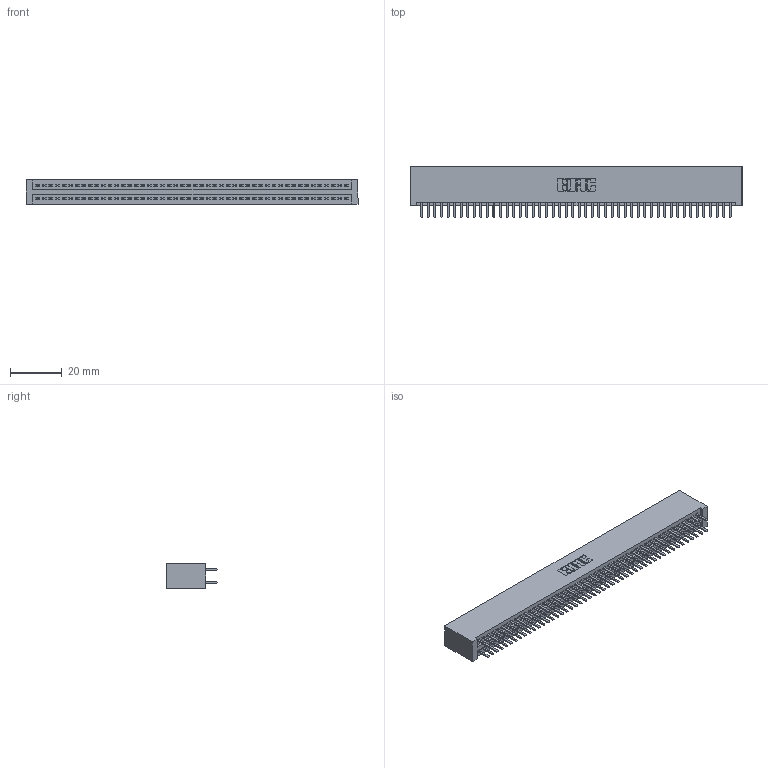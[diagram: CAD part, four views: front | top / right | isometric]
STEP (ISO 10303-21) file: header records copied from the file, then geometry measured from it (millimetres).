
FILE_DESCRIPTION (( 'STEP AP203' ), '1' );
FILE_NAME ('395-096-520-201.STEP', '2019-10-25T23:38:20', ( '' ), ( '' ), 'SwSTEP 2.0', 'SolidWorks 2016', '' );
FILE_SCHEMA (( 'CONFIG_CONTROL_DESIGN' ));
Length unit declared in the file: inch
Products named in the file (3): 345 Part_No Mounting Lugs; 345-292-001_345-293-120; 395-096-520-201
Assembly tree (97 placements, depth 2):
  395-096-520-201
    345 Part_No Mounting Lugs
    345-292-001_345-293-120  x96
Bounding box: 128.52 x 19.68 x 9.4 mm (x, y, z)
Volume: 13114.3 mm3; surface area: 19714.9 mm2
Topology: 97 solids, 97 shells, 5302 faces, 15389 edges, 10002 vertices
Faces by surface type: plane 3436, cylinder 1866
Entity records: 36691 total; most frequent: CARTESIAN_POINT 6156, ORIENTED_EDGE 6078, DIRECTION 5403, EDGE_CURVE 3039, VECTOR 2719, LINE 2719, VERTEX_POINT 2022, AXIS2_PLACEMENT_3D 1342
